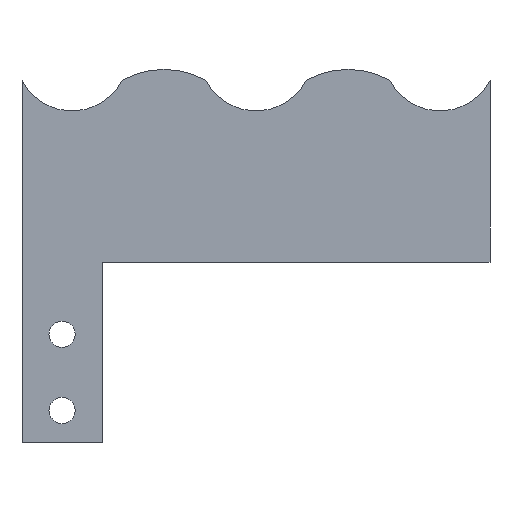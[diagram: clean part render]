
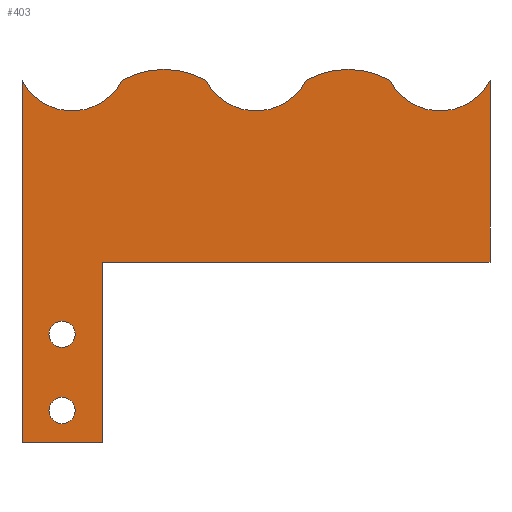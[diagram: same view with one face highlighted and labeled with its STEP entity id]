
A CAD part, front view. The second image highlights one B-rep face of the part: STEP entity #403.
In plain terms, the highlighted planar face has unit normal (0, -1, 0).
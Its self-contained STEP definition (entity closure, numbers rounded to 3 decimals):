
#5 = EDGE_CURVE ( 'NONE', #291, #186, #286, .T. ) ;
#22 = DIRECTION ( 'NONE',  ( 0., 0., 1. ) ) ;
#24 = VECTOR ( 'NONE', #40, 1000. ) ;
#30 = CARTESIAN_POINT ( 'NONE',  ( -11.475, -2., -12.708 ) ) ;
#33 = EDGE_LOOP ( 'NONE', ( #81, #538 ) ) ;
#39 = CARTESIAN_POINT ( 'NONE',  ( -6.238, -2., -3.177 ) ) ;
#40 = DIRECTION ( 'NONE',  ( 0., 0., -1. ) ) ;
#41 = CARTESIAN_POINT ( 'NONE',  ( 11.475, -2., -12.708 ) ) ;
#46 = CIRCLE ( 'NONE', #132, 7. ) ;
#47 = EDGE_CURVE ( 'NONE', #580, #321, #512, .T. ) ;
#57 = CARTESIAN_POINT ( 'NONE',  ( -19.188, -2., -48.375 ) ) ;
#59 = CARTESIAN_POINT ( 'NONE',  ( -11.475, -2., -1.833 ) ) ;
#69 = CARTESIAN_POINT ( 'NONE',  ( 11.475, -2., -12.708 ) ) ;
#71 = DIRECTION ( 'NONE',  ( 0., -1., 0. ) ) ;
#73 = CARTESIAN_POINT ( 'NONE',  ( -24.188, -2., -33.24 ) ) ;
#74 = AXIS2_PLACEMENT_3D ( 'NONE', #450, #500, #582 ) ;
#81 = ORIENTED_EDGE ( 'NONE', *, *, #172, .T. ) ;
#83 = CARTESIAN_POINT ( 'NONE',  ( -24.188, -2., -34.875 ) ) ;
#91 = CARTESIAN_POINT ( 'NONE',  ( 11.475, -2., -1.833 ) ) ;
#96 = CARTESIAN_POINT ( 'NONE',  ( 29.188, -2., -3.177 ) ) ;
#103 = DIRECTION ( 'NONE',  ( 0., 0., -1. ) ) ;
#105 = EDGE_CURVE ( 'NONE', #642, #640, #649, .T. ) ;
#107 = ORIENTED_EDGE ( 'NONE', *, *, #426, .F. ) ;
#111 = CARTESIAN_POINT ( 'NONE',  ( 22.95, -2., 0. ) ) ;
#126 = PLANE ( 'NONE',  #499 ) ;
#132 = AXIS2_PLACEMENT_3D ( 'NONE', #191, #437, #607 ) ;
#138 = VERTEX_POINT ( 'NONE', #39 ) ;
#139 = CARTESIAN_POINT ( 'NONE',  ( -29.188, -2., -25.875 ) ) ;
#146 = EDGE_LOOP ( 'NONE', ( #608, #181 ) ) ;
#155 = DIRECTION ( 'NONE',  ( 0., 0., -1. ) ) ;
#157 = EDGE_CURVE ( 'NONE', #439, #373, #434, .T. ) ;
#164 = AXIS2_PLACEMENT_3D ( 'NONE', #30, #230, #22 ) ;
#167 = FACE_OUTER_BOUND ( 'NONE', #206, .T. ) ;
#172 = EDGE_CURVE ( 'NONE', #373, #439, #596, .T. ) ;
#174 = ORIENTED_EDGE ( 'NONE', *, *, #566, .F. ) ;
#177 = CIRCLE ( 'NONE', #651, 1.635 ) ;
#179 = CARTESIAN_POINT ( 'NONE',  ( -29.188, -2., -3.177 ) ) ;
#180 = EDGE_CURVE ( 'NONE', #490, #308, #237, .T. ) ;
#181 = ORIENTED_EDGE ( 'NONE', *, *, #446, .T. ) ;
#186 = VERTEX_POINT ( 'NONE', #91 ) ;
#187 = DIRECTION ( 'NONE',  ( 0., 1., 0. ) ) ;
#191 = CARTESIAN_POINT ( 'NONE',  ( 0., -2., 0. ) ) ;
#194 = DIRECTION ( 'NONE',  ( 0., 0., 1. ) ) ;
#196 = DIRECTION ( 'NONE',  ( 0., 0., -1. ) ) ;
#197 = DIRECTION ( 'NONE',  ( 0., 1., 0. ) ) ;
#200 = AXIS2_PLACEMENT_3D ( 'NONE', #111, #521, #268 ) ;
#203 = DIRECTION ( 'NONE',  ( 0., 0., 1. ) ) ;
#205 = CARTESIAN_POINT ( 'NONE',  ( 6.238, -2., -3.177 ) ) ;
#206 = EDGE_LOOP ( 'NONE', ( #414, #430, #174, #273, #107, #620, #307, #593, #527, #588, #436, #386 ) ) ;
#208 = EDGE_CURVE ( 'NONE', #460, #138, #396, .T. ) ;
#209 = VECTOR ( 'NONE', #194, 1000. ) ;
#216 = CARTESIAN_POINT ( 'NONE',  ( -22.95, -2., 0. ) ) ;
#221 = AXIS2_PLACEMENT_3D ( 'NONE', #41, #197, #562 ) ;
#230 = DIRECTION ( 'NONE',  ( 0., 1., 0. ) ) ;
#232 = EDGE_CURVE ( 'NONE', #186, #602, #532, .T. ) ;
#237 = CIRCLE ( 'NONE', #509, 7. ) ;
#240 = CARTESIAN_POINT ( 'NONE',  ( -24.188, -2., -42.74 ) ) ;
#252 = DIRECTION ( 'NONE',  ( 0., 0., -1. ) ) ;
#259 = DIRECTION ( 'NONE',  ( 0., 0., -1. ) ) ;
#261 = DIRECTION ( 'NONE',  ( 0., 0., -1. ) ) ;
#268 = DIRECTION ( 'NONE',  ( 0., 0., -1. ) ) ;
#270 = EDGE_CURVE ( 'NONE', #602, #514, #612, .T. ) ;
#273 = ORIENTED_EDGE ( 'NONE', *, *, #47, .F. ) ;
#279 = DIRECTION ( 'NONE',  ( 0., -1., 0. ) ) ;
#286 = CIRCLE ( 'NONE', #636, 10.875 ) ;
#290 = CARTESIAN_POINT ( 'NONE',  ( 29.188, -2., -25.875 ) ) ;
#291 = VERTEX_POINT ( 'NONE', #205 ) ;
#295 = DIRECTION ( 'NONE',  ( -1., 0., 0. ) ) ;
#300 = CARTESIAN_POINT ( 'NONE',  ( -24.188, -2., -46.01 ) ) ;
#305 = VECTOR ( 'NONE', #295, 1000. ) ;
#307 = ORIENTED_EDGE ( 'NONE', *, *, #270, .F. ) ;
#308 = VERTEX_POINT ( 'NONE', #579 ) ;
#317 = DIRECTION ( 'NONE',  ( 0., 1., 0. ) ) ;
#321 = VERTEX_POINT ( 'NONE', #57 ) ;
#322 = CARTESIAN_POINT ( 'NONE',  ( -22.95, -2., 0. ) ) ;
#330 = CARTESIAN_POINT ( 'NONE',  ( 29.188, -2., -3.177 ) ) ;
#337 = AXIS2_PLACEMENT_3D ( 'NONE', #83, #617, #252 ) ;
#339 = CARTESIAN_POINT ( 'NONE',  ( -11.475, -2., -12.708 ) ) ;
#349 = CARTESIAN_POINT ( 'NONE',  ( -24.188, -2., -36.51 ) ) ;
#353 = CARTESIAN_POINT ( 'NONE',  ( -24.188, -2., -44.375 ) ) ;
#364 = EDGE_CURVE ( 'NONE', #308, #460, #621, .T. ) ;
#367 = VERTEX_POINT ( 'NONE', #643 ) ;
#369 = CARTESIAN_POINT ( 'NONE',  ( -24.188, -2., -44.375 ) ) ;
#373 = VERTEX_POINT ( 'NONE', #73 ) ;
#376 = CARTESIAN_POINT ( 'NONE',  ( 16.712, -2., -3.177 ) ) ;
#386 = ORIENTED_EDGE ( 'NONE', *, *, #364, .F. ) ;
#396 = CIRCLE ( 'NONE', #522, 10.875 ) ;
#403 = ADVANCED_FACE ( 'NONE', ( #440, #425, #167 ), #126, .T. ) ;
#407 = EDGE_CURVE ( 'NONE', #367, #490, #553, .T. ) ;
#411 = DIRECTION ( 'NONE',  ( -1., 0., 0. ) ) ;
#414 = ORIENTED_EDGE ( 'NONE', *, *, #180, .F. ) ;
#425 = FACE_BOUND ( 'NONE', #33, .T. ) ;
#426 = EDGE_CURVE ( 'NONE', #614, #580, #491, .T. ) ;
#430 = ORIENTED_EDGE ( 'NONE', *, *, #407, .F. ) ;
#434 = CIRCLE ( 'NONE', #337, 1.635 ) ;
#436 = ORIENTED_EDGE ( 'NONE', *, *, #208, .F. ) ;
#437 = DIRECTION ( 'NONE',  ( 0., -1., 0. ) ) ;
#439 = VERTEX_POINT ( 'NONE', #349 ) ;
#440 = FACE_BOUND ( 'NONE', #146, .T. ) ;
#446 = EDGE_CURVE ( 'NONE', #640, #642, #177, .T. ) ;
#450 = CARTESIAN_POINT ( 'NONE',  ( -24.188, -2., -34.875 ) ) ;
#453 = LINE ( 'NONE', #96, #24 ) ;
#460 = VERTEX_POINT ( 'NONE', #59 ) ;
#461 = DIRECTION ( 'NONE',  ( 0., 1., 0. ) ) ;
#467 = CARTESIAN_POINT ( 'NONE',  ( -19.188, -2., -25.875 ) ) ;
#490 = VERTEX_POINT ( 'NONE', #179 ) ;
#491 = LINE ( 'NONE', #467, #623 ) ;
#495 = DIRECTION ( 'NONE',  ( 0., 0., 1. ) ) ;
#499 = AXIS2_PLACEMENT_3D ( 'NONE', #322, #279, #196 ) ;
#500 = DIRECTION ( 'NONE',  ( 0., 1., 0. ) ) ;
#507 = DIRECTION ( 'NONE',  ( 0., 1., 0. ) ) ;
#509 = AXIS2_PLACEMENT_3D ( 'NONE', #216, #71, #261 ) ;
#512 = LINE ( 'NONE', #638, #615 ) ;
#514 = VERTEX_POINT ( 'NONE', #330 ) ;
#521 = DIRECTION ( 'NONE',  ( 0., -1., 0. ) ) ;
#522 = AXIS2_PLACEMENT_3D ( 'NONE', #339, #187, #203 ) ;
#527 = ORIENTED_EDGE ( 'NONE', *, *, #5, .F. ) ;
#532 = CIRCLE ( 'NONE', #221, 10.875 ) ;
#538 = ORIENTED_EDGE ( 'NONE', *, *, #157, .T. ) ;
#547 = LINE ( 'NONE', #657, #305 ) ;
#553 = LINE ( 'NONE', #139, #209 ) ;
#562 = DIRECTION ( 'NONE',  ( 0., 0., 1. ) ) ;
#566 = EDGE_CURVE ( 'NONE', #321, #367, #547, .T. ) ;
#579 = CARTESIAN_POINT ( 'NONE',  ( -16.712, -2., -3.177 ) ) ;
#580 = VERTEX_POINT ( 'NONE', #611 ) ;
#582 = DIRECTION ( 'NONE',  ( 0., 0., -1. ) ) ;
#588 = ORIENTED_EDGE ( 'NONE', *, *, #644, .F. ) ;
#593 = ORIENTED_EDGE ( 'NONE', *, *, #232, .F. ) ;
#596 = CIRCLE ( 'NONE', #74, 1.635 ) ;
#602 = VERTEX_POINT ( 'NONE', #376 ) ;
#607 = DIRECTION ( 'NONE',  ( 0., 0., -1. ) ) ;
#608 = ORIENTED_EDGE ( 'NONE', *, *, #105, .T. ) ;
#609 = EDGE_CURVE ( 'NONE', #514, #614, #453, .T. ) ;
#611 = CARTESIAN_POINT ( 'NONE',  ( -19.188, -2., -25.875 ) ) ;
#612 = CIRCLE ( 'NONE', #200, 7. ) ;
#614 = VERTEX_POINT ( 'NONE', #290 ) ;
#615 = VECTOR ( 'NONE', #259, 1000. ) ;
#617 = DIRECTION ( 'NONE',  ( 0., 1., 0. ) ) ;
#620 = ORIENTED_EDGE ( 'NONE', *, *, #609, .F. ) ;
#621 = CIRCLE ( 'NONE', #164, 10.875 ) ;
#623 = VECTOR ( 'NONE', #411, 1000. ) ;
#636 = AXIS2_PLACEMENT_3D ( 'NONE', #69, #317, #495 ) ;
#637 = AXIS2_PLACEMENT_3D ( 'NONE', #369, #461, #155 ) ;
#638 = CARTESIAN_POINT ( 'NONE',  ( -19.188, -2., -48.375 ) ) ;
#640 = VERTEX_POINT ( 'NONE', #300 ) ;
#642 = VERTEX_POINT ( 'NONE', #240 ) ;
#643 = CARTESIAN_POINT ( 'NONE',  ( -29.188, -2., -48.375 ) ) ;
#644 = EDGE_CURVE ( 'NONE', #138, #291, #46, .T. ) ;
#649 = CIRCLE ( 'NONE', #637, 1.635 ) ;
#651 = AXIS2_PLACEMENT_3D ( 'NONE', #353, #507, #103 ) ;
#657 = CARTESIAN_POINT ( 'NONE',  ( -29.188, -2., -48.375 ) ) ;
